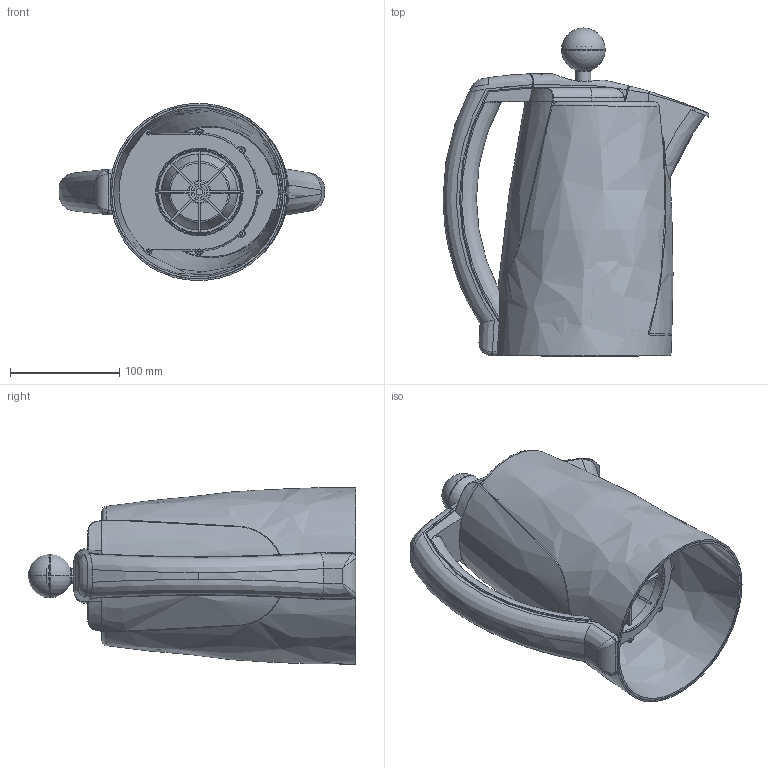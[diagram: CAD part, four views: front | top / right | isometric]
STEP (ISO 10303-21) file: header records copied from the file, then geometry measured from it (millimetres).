
FILE_DESCRIPTION (( 'STEP AP214' ), '1' );
FILE_NAME ('ECO KETTLE 2007.STEP', '2008-07-15T08:51:21', ( 'Paul Gocher' ), ( 'Gocher Design Ltd' ), 'SwSTEP 2.0', 'SolidWorks 2008', '' );
FILE_SCHEMA (( 'AUTOMOTIVE_DESIGN' ));
Length unit declared in the file: millimetre
Products named in the file (23): Concept 5bodymoulding pg 20-5-08 - 2mm higher_cover; KETTLE LID 9-11-06; LID OUTER 2mm higher 22-05-08_PLUNGER TUBE HEMISPHERE; LID OUTER 2mm higher 22-05-08_LOCK PIN; SPRING - PLUNGER_SPRING COMPRESSED 1; LID OUTER 2mm higher 22-05-08_PLUNGER TUBE LOWER; LID OUTER 2mm higher 22-05-08_PLUNGER TUBE; LID OUTER 2mm higher 22-05-08_LATCH; LID OUTER 2mm higher 22-05-08_LID PIVOT; LID OUTER 2mm higher 22-05-08_O RING; LID OUTER 2mm higher 22-05-08_WASHER; LID OUTER 2mm higher 22-05-08_LID LOWER; LID OUTER 2mm higher 22-05-08_LID OUTER; Concept 5Reservoir coverPG; Concept 5bodymoulding pg 20-5-08 - 2mm higher_NEON; NEON HOLDER; Concept 5bodymoulding pg 20-5-08 - 2mm higher_FILTER; Concept 5bodymoulding pg 20-5-08 - 2mm higher_STAINLESS STEEL; Concept 5bodymoulding pg 20-5-08 - 2mm higher_body; ECO KETTLE 2007; Concept 5bodymoulding pg 20-5-08 - 2mm higher_handle outer; Concept 5bodymoulding pg 20-5-08 - 2mm higher_handle inner; Concept 5bodymoulding pg 20-5-08 - 2mm higher_LATCH BLOCK
Assembly tree (22 placements, depth 3):
  ECO KETTLE 2007
    NEON HOLDER
    Concept 5bodymoulding pg 20-5-08 - 2mm higher_LATCH BLOCK
    Concept 5bodymoulding pg 20-5-08 - 2mm higher_STAINLESS STEEL
    Concept 5bodymoulding pg 20-5-08 - 2mm higher_body
    Concept 5Reservoir coverPG
    Concept 5bodymoulding pg 20-5-08 - 2mm higher_FILTER
    KETTLE LID 9-11-06
      LID OUTER 2mm higher 22-05-08_PLUNGER TUBE HEMISPHERE
      LID OUTER 2mm higher 22-05-08_PLUNGER TUBE
      LID OUTER 2mm higher 22-05-08_O RING
      LID OUTER 2mm higher 22-05-08_LID PIVOT
      LID OUTER 2mm higher 22-05-08_LOCK PIN
      LID OUTER 2mm higher 22-05-08_LID LOWER
      LID OUTER 2mm higher 22-05-08_WASHER
      LID OUTER 2mm higher 22-05-08_LATCH
      LID OUTER 2mm higher 22-05-08_LID OUTER
      SPRING - PLUNGER_SPRING COMPRESSED 1
      LID OUTER 2mm higher 22-05-08_PLUNGER TUBE LOWER
    Concept 5bodymoulding pg 20-5-08 - 2mm higher_cover
    Concept 5bodymoulding pg 20-5-08 - 2mm higher_handle inner
    Concept 5bodymoulding pg 20-5-08 - 2mm higher_handle outer
    Concept 5bodymoulding pg 20-5-08 - 2mm higher_NEON
Bounding box: 243.56 x 300.45 x 162.25 mm (x, y, z)
Volume: 800353 mm3; surface area: 687529.5 mm2
Topology: 22 solids, 26 shells, 1828 faces, 4834 edges, 3097 vertices
Faces by surface type: plane 567, cylinder 526, bspline 368, cone 177, torus 162, sphere 28
Entity records: 117947 total; most frequent: CARTESIAN_POINT 75976, ORIENTED_EDGE 9636, DIRECTION 7272, EDGE_CURVE 4818, VERTEX_POINT 3093, AXIS2_PLACEMENT_3D 2913, EDGE_LOOP 1977, FACE_OUTER_BOUND 1828
